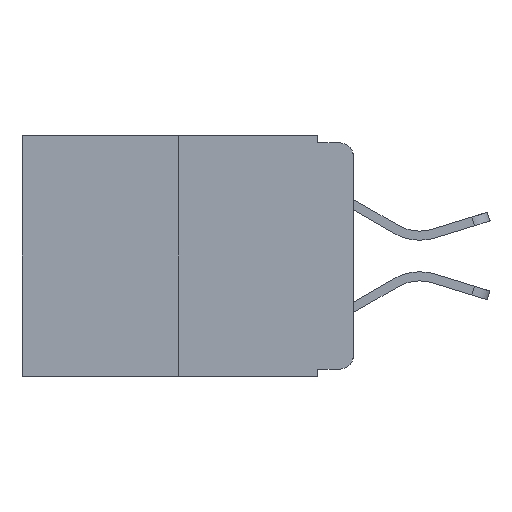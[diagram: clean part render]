
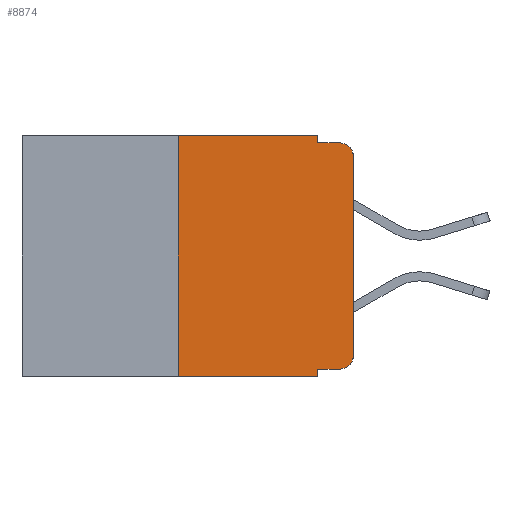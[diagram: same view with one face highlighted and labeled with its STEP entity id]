
A CAD part, left-side view. The second image highlights one B-rep face of the part: STEP entity #8874.
In plain terms, the highlighted planar face has unit normal (-1, 0, 0).
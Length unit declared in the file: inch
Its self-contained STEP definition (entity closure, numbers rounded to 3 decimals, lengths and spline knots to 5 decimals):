
#641 = VERTEX_POINT ( 'NONE', #18692 ) ;
#770 = EDGE_CURVE ( 'NONE', #14003, #22913, #13356, .T. ) ;
#1106 = LINE ( 'NONE', #8175, #12748 ) ;
#1268 = ORIENTED_EDGE ( 'NONE', *, *, #770, .F. ) ;
#1547 = VERTEX_POINT ( 'NONE', #10669 ) ;
#1601 = FACE_OUTER_BOUND ( 'NONE', #4530, .T. ) ;
#1696 = VECTOR ( 'NONE', #6722, 39.37008 ) ;
#2170 = ORIENTED_EDGE ( 'NONE', *, *, #20470, .T. ) ;
#2475 = ORIENTED_EDGE ( 'NONE', *, *, #21942, .T. ) ;
#2567 = AXIS2_PLACEMENT_3D ( 'NONE', #15613, #12458, #22694 ) ;
#2637 = DIRECTION ( 'NONE',  ( 0., -1., 0. ) ) ;
#2726 = DIRECTION ( 'NONE',  ( -1., 0., 0. ) ) ;
#2836 = CARTESIAN_POINT ( 'NONE',  ( 0., 0.25, -0.343 ) ) ;
#3220 = CIRCLE ( 'NONE', #22808, 0.02 ) ;
#4530 = EDGE_LOOP ( 'NONE', ( #2170, #16727, #14094, #1268, #7320, #13436, #11234, #15721, #16999, #2475 ) ) ;
#4531 = CARTESIAN_POINT ( 'NONE',  ( 0., 0.051, 0. ) ) ;
#4934 = EDGE_CURVE ( 'NONE', #9122, #16445, #1106, .T. ) ;
#5061 = DIRECTION ( 'NONE',  ( 0., 0., -1. ) ) ;
#6048 = EDGE_CURVE ( 'NONE', #22913, #641, #10604, .T. ) ;
#6722 = DIRECTION ( 'NONE',  ( 0., 0., 1. ) ) ;
#7044 = EDGE_CURVE ( 'NONE', #1547, #16445, #10762, .T. ) ;
#7320 = ORIENTED_EDGE ( 'NONE', *, *, #21217, .F. ) ;
#7572 = CARTESIAN_POINT ( 'NONE',  ( 0., 0., -0.03 ) ) ;
#7613 = CARTESIAN_POINT ( 'NONE',  ( 0., 0.051, 0. ) ) ;
#7929 = CARTESIAN_POINT ( 'NONE',  ( 0., 0.02, -0.03 ) ) ;
#8052 = DIRECTION ( 'NONE',  ( 0., 0., -1. ) ) ;
#8175 = CARTESIAN_POINT ( 'NONE',  ( 0., 0.473, -0.343 ) ) ;
#8658 = PLANE ( 'NONE',  #2567 ) ;
#8874 = ADVANCED_FACE ( 'NONE', ( #1601 ), #8658, .F. ) ;
#9122 = VERTEX_POINT ( 'NONE', #2836 ) ;
#9136 = AXIS2_PLACEMENT_3D ( 'NONE', #15849, #21301, #5061 ) ;
#9356 = LINE ( 'NONE', #11096, #18680 ) ;
#9500 = CARTESIAN_POINT ( 'NONE',  ( 0., 0., -0.313 ) ) ;
#10491 = CARTESIAN_POINT ( 'NONE',  ( 0., 0.051, -0.01 ) ) ;
#10542 = VERTEX_POINT ( 'NONE', #20694 ) ;
#10604 = LINE ( 'NONE', #10491, #13937 ) ;
#10669 = CARTESIAN_POINT ( 'NONE',  ( 0., 0.051, -0.333 ) ) ;
#10762 = LINE ( 'NONE', #22612, #22130 ) ;
#10961 = VECTOR ( 'NONE', #16830, 39.37008 ) ;
#11096 = CARTESIAN_POINT ( 'NONE',  ( 0., 0.051, -0.333 ) ) ;
#11234 = ORIENTED_EDGE ( 'NONE', *, *, #4934, .T. ) ;
#11591 = DIRECTION ( 'NONE',  ( 0., 0., -1. ) ) ;
#11820 = EDGE_CURVE ( 'NONE', #9122, #22500, #22353, .T. ) ;
#12025 = LINE ( 'NONE', #22614, #1696 ) ;
#12054 = LINE ( 'NONE', #20664, #10961 ) ;
#12458 = DIRECTION ( 'NONE',  ( 1., 0., 0. ) ) ;
#12748 = VECTOR ( 'NONE', #14889, 39.37008 ) ;
#13356 = LINE ( 'NONE', #4531, #21212 ) ;
#13436 = ORIENTED_EDGE ( 'NONE', *, *, #11820, .F. ) ;
#13584 = CIRCLE ( 'NONE', #9136, 0.02 ) ;
#13666 = VERTEX_POINT ( 'NONE', #9500 ) ;
#13867 = DIRECTION ( 'NONE',  ( 0., -1., 0. ) ) ;
#13937 = VECTOR ( 'NONE', #13867, 39.37008 ) ;
#14003 = VERTEX_POINT ( 'NONE', #7613 ) ;
#14094 = ORIENTED_EDGE ( 'NONE', *, *, #6048, .F. ) ;
#14484 = CARTESIAN_POINT ( 'NONE',  ( 0., 0.051, -0.01 ) ) ;
#14889 = DIRECTION ( 'NONE',  ( 0., -1., 0. ) ) ;
#15613 = CARTESIAN_POINT ( 'NONE',  ( 0., 0.473, 0. ) ) ;
#15721 = ORIENTED_EDGE ( 'NONE', *, *, #7044, .F. ) ;
#15849 = CARTESIAN_POINT ( 'NONE',  ( 0., 0.02, -0.313 ) ) ;
#16445 = VERTEX_POINT ( 'NONE', #19058 ) ;
#16727 = ORIENTED_EDGE ( 'NONE', *, *, #22281, .T. ) ;
#16830 = DIRECTION ( 'NONE',  ( 0., -1., 0. ) ) ;
#16892 = CARTESIAN_POINT ( 'NONE',  ( 0., 0.25, 0. ) ) ;
#16999 = ORIENTED_EDGE ( 'NONE', *, *, #18921, .T. ) ;
#17626 = VECTOR ( 'NONE', #20606, 39.37008 ) ;
#17966 = VERTEX_POINT ( 'NONE', #7572 ) ;
#18330 = CARTESIAN_POINT ( 'NONE',  ( 0., 0.25, 0. ) ) ;
#18680 = VECTOR ( 'NONE', #2637, 39.37008 ) ;
#18692 = CARTESIAN_POINT ( 'NONE',  ( 0., 0.02, -0.01 ) ) ;
#18921 = EDGE_CURVE ( 'NONE', #1547, #10542, #9356, .T. ) ;
#19058 = CARTESIAN_POINT ( 'NONE',  ( 0., 0.051, -0.343 ) ) ;
#19130 = DIRECTION ( 'NONE',  ( 0., 0., -1. ) ) ;
#20470 = EDGE_CURVE ( 'NONE', #13666, #17966, #12025, .T. ) ;
#20606 = DIRECTION ( 'NONE',  ( 0., 0., 1. ) ) ;
#20664 = CARTESIAN_POINT ( 'NONE',  ( 0., 0.473, 0. ) ) ;
#20694 = CARTESIAN_POINT ( 'NONE',  ( 0., 0.02, -0.333 ) ) ;
#21212 = VECTOR ( 'NONE', #11591, 39.37008 ) ;
#21217 = EDGE_CURVE ( 'NONE', #22500, #14003, #12054, .T. ) ;
#21301 = DIRECTION ( 'NONE',  ( -1., 0., 0. ) ) ;
#21942 = EDGE_CURVE ( 'NONE', #10542, #13666, #13584, .T. ) ;
#22130 = VECTOR ( 'NONE', #19130, 39.37008 ) ;
#22281 = EDGE_CURVE ( 'NONE', #17966, #641, #3220, .T. ) ;
#22353 = LINE ( 'NONE', #16892, #17626 ) ;
#22500 = VERTEX_POINT ( 'NONE', #18330 ) ;
#22612 = CARTESIAN_POINT ( 'NONE',  ( 0., 0.051, 0. ) ) ;
#22614 = CARTESIAN_POINT ( 'NONE',  ( 0., 0., 0. ) ) ;
#22694 = DIRECTION ( 'NONE',  ( 0., 0., -1. ) ) ;
#22808 = AXIS2_PLACEMENT_3D ( 'NONE', #7929, #2726, #8052 ) ;
#22913 = VERTEX_POINT ( 'NONE', #14484 ) ;
